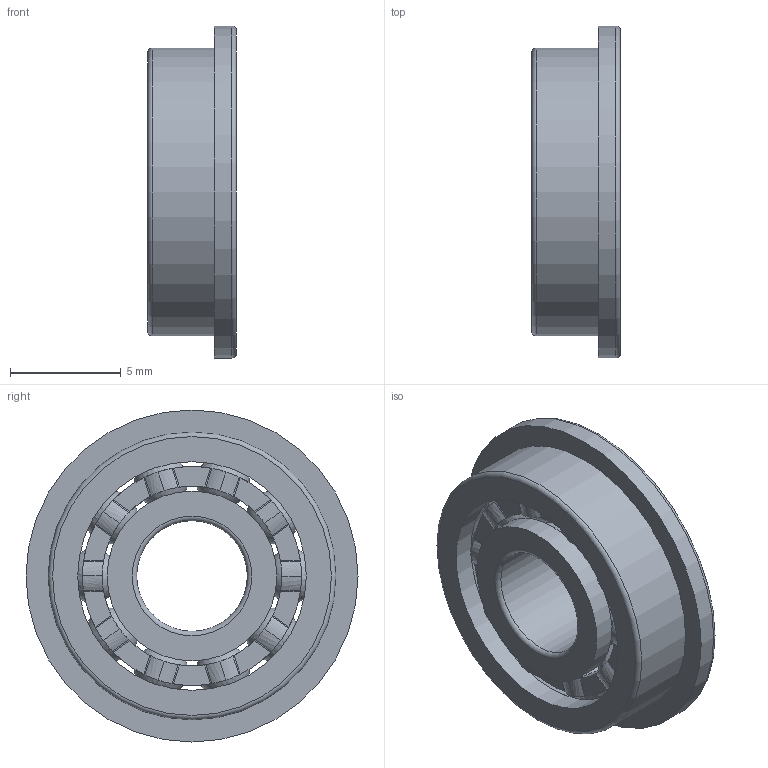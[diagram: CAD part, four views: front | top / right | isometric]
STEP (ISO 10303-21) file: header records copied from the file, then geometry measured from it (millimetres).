
FILE_DESCRIPTION (( 'STEP AP214' ), '1' );
FILE_NAME ('F695-ltk.step', '2023-12-24T11:51:04', ( '' ), ( '' ), 'SwSTEP 2.0', 'SolidWorks 2010', '' );
FILE_SCHEMA (( 'AUTOMOTIVE_DESIGN' ));
Length unit declared in the file: millimetre
Products named in the file (1): F695-ltk
Bounding box: 4 x 15 x 15 mm (x, y, z)
Volume: 395.7 mm3; surface area: 883.3 mm2
Topology: 1 solids, 1 shells, 140 faces, 381 edges, 264 vertices
Faces by surface type: bspline 80, plane 25, sphere 20, cylinder 9, torus 6
Full cylindrical faces by diameter (mm): 5 x1, 7.667 x2, 8.111 x1, 9.889 x1, 10.333 x2, 13 x1, 15 x1
Entity records: 6634 total; most frequent: CARTESIAN_POINT 3749, ORIENTED_EDGE 716, EDGE_CURVE 358, DIRECTION 318, VERTEX_POINT 258, B_SPLINE_CURVE_WITH_KNOTS 220, EDGE_LOOP 220, FACE_OUTER_BOUND 155
